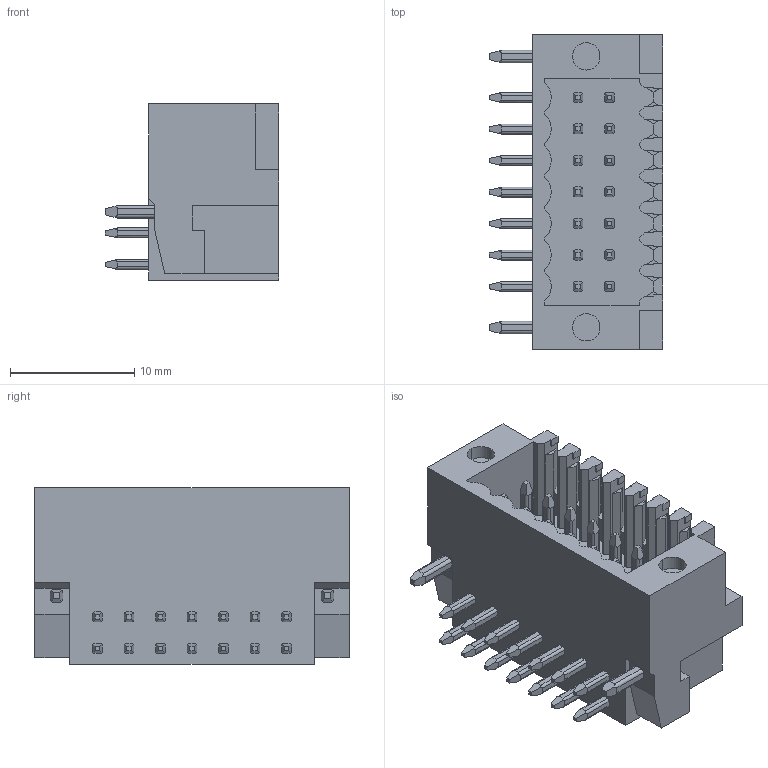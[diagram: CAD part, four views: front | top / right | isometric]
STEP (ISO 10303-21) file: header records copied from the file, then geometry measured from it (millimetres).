
FILE_DESCRIPTION((''),'2;1');
FILE_NAME('TLPHDW-020R','2024-10-17T10:55:56',('tluser'),(''),'CREO PARAMETRIC BY PTC INC, 2018100','CREO PARAMETRIC BY PTC INC, 2018100','');
FILE_SCHEMA(('CONFIG_CONTROL_DESIGN'));
Length unit declared in the file: millimetre
Products named in the file (1): TLPHDW-020R
Bounding box: 14 x 25.34 x 14.2 mm (x, y, z)
Volume: 2477.4 mm3; surface area: 2379.5 mm2
Topology: 1 solids, 1 shells, 616 faces, 1732 edges, 1146 vertices
Faces by surface type: plane 471, cylinder 141, torus 4
Entity records: 20431 total; most frequent: CARTESIAN_POINT 4829, ORIENTED_EDGE 3464, DIRECTION 2858, EDGE_CURVE 1732, VECTOR 1318, LINE 1318, VERTEX_POINT 1146, AXIS2_PLACEMENT_3D 770
